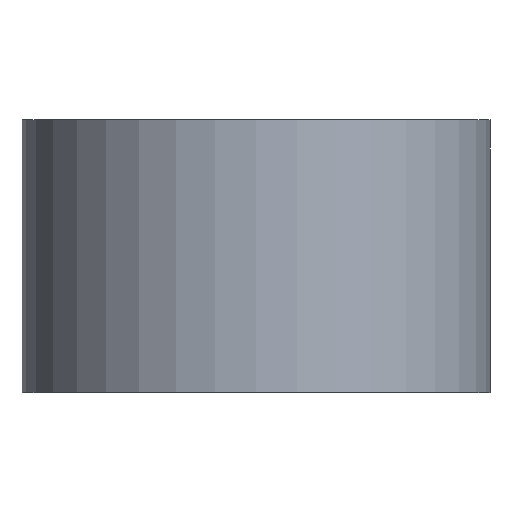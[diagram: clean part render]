
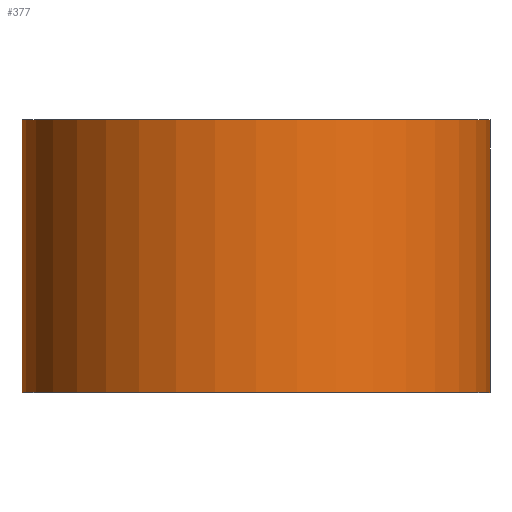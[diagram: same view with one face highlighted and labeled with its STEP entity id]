
A CAD part, top view. The second image highlights one B-rep face of the part: STEP entity #377.
In plain terms, the highlighted cylindrical face has radius 18.028 mm (diameter 36.056 mm), a full revolution.
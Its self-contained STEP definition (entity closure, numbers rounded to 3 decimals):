
#50=FACE_OUTER_BOUND('',#74,.T.);
#74=EDGE_LOOP('',(#340,#341,#342,#343));
#82=CIRCLE('',#416,18.028);
#85=CIRCLE('',#421,18.028);
#128=LINE('',#2981,#145);
#145=VECTOR('',#501,18.028);
#179=VERTEX_POINT('',#2971);
#181=VERTEX_POINT('',#2978);
#231=EDGE_CURVE('',#179,#179,#82,.T.);
#234=EDGE_CURVE('',#181,#181,#85,.T.);
#235=EDGE_CURVE('',#181,#179,#128,.T.);
#340=ORIENTED_EDGE('',*,*,#234,.F.);
#341=ORIENTED_EDGE('',*,*,#235,.T.);
#342=ORIENTED_EDGE('',*,*,#231,.F.);
#343=ORIENTED_EDGE('',*,*,#235,.F.);
#355=CYLINDRICAL_SURFACE('',#422,18.028);
#377=ADVANCED_FACE('',(#50),#355,.T.);
#416=AXIS2_PLACEMENT_3D('',#2972,#487,#488);
#421=AXIS2_PLACEMENT_3D('',#2979,#497,#498);
#422=AXIS2_PLACEMENT_3D('',#2980,#499,#500);
#487=DIRECTION('center_axis',(0.,-1.,0.));
#488=DIRECTION('ref_axis',(1.,0.,0.));
#497=DIRECTION('center_axis',(0.,1.,0.));
#498=DIRECTION('ref_axis',(1.,0.,0.));
#499=DIRECTION('center_axis',(0.,1.,0.));
#500=DIRECTION('ref_axis',(1.,0.,0.));
#501=DIRECTION('',(0.,-1.,0.));
#2971=CARTESIAN_POINT('',(46.972,-6.,0.));
#2972=CARTESIAN_POINT('Origin',(65.,-6.,0.));
#2978=CARTESIAN_POINT('',(46.972,15.,0.));
#2979=CARTESIAN_POINT('Origin',(65.,15.,0.));
#2980=CARTESIAN_POINT('Origin',(65.,-6.,0.));
#2981=CARTESIAN_POINT('',(46.972,-6.,0.));
